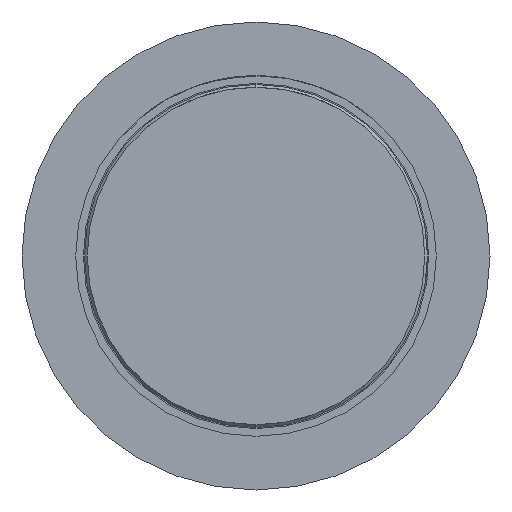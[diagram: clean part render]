
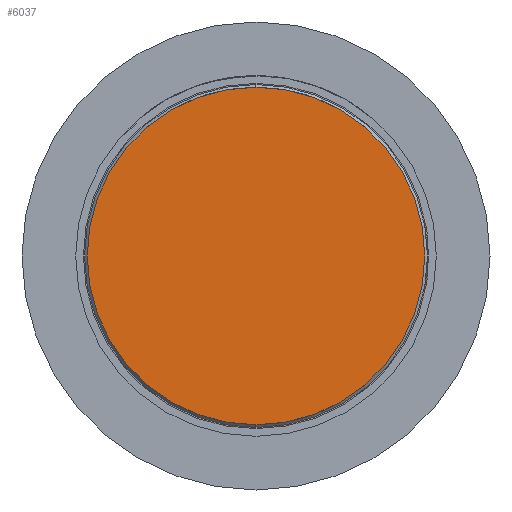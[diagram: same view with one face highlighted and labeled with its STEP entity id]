
A CAD part, front view. The second image highlights one B-rep face of the part: STEP entity #6037.
In plain terms, the highlighted planar face has unit normal (0, -1, 0).
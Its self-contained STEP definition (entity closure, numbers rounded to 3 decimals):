
#66 = AXIS2_PLACEMENT_3D ( 'NONE', #3208, #4332, #922 ) ;
#168 = DIRECTION ( 'NONE',  ( 0., -1., 0. ) ) ;
#405 = PLANE ( 'NONE',  #66 ) ;
#740 = CARTESIAN_POINT ( 'NONE',  ( 0., 0., 0. ) ) ;
#922 = DIRECTION ( 'NONE',  ( 1., 0., 0. ) ) ;
#981 = CARTESIAN_POINT ( 'NONE',  ( 0., 0., 0. ) ) ;
#1038 = EDGE_CURVE ( 'Defeature ausgef�hrt1_7+Defeature ausgef�hrt1_14+Defeature ausgef�hrt1_14+Defeature ausgef�hrt1_14', #1392, #3424, #6201, .T. ) ;
#1097 = CARTESIAN_POINT ( 'NONE',  ( 2.2, 0., 0. ) ) ;
#1392 = VERTEX_POINT ( 'NONE', #1097 ) ;
#1440 = DIRECTION ( 'NONE',  ( -1., 0., 0. ) ) ;
#1595 = AXIS2_PLACEMENT_3D ( 'NONE', #740, #168, #4603 ) ;
#1679 = FACE_OUTER_BOUND ( 'NONE', #1908, .T. ) ;
#1908 = EDGE_LOOP ( 'NONE', ( #6519, #2873 ) ) ;
#2053 = DIRECTION ( 'NONE',  ( 0., -1., 0. ) ) ;
#2483 = CARTESIAN_POINT ( 'NONE',  ( -2.2, 0., 0. ) ) ;
#2873 = ORIENTED_EDGE ( 'NONE', *, *, #1038, .T. ) ;
#3208 = CARTESIAN_POINT ( 'NONE',  ( 0., 0., -1.9 ) ) ;
#3424 = VERTEX_POINT ( 'NONE', #2483 ) ;
#4332 = DIRECTION ( 'NONE',  ( 0., 1., 0. ) ) ;
#4586 = AXIS2_PLACEMENT_3D ( 'NONE', #981, #2053, #1440 ) ;
#4603 = DIRECTION ( 'NONE',  ( -1., 0., 0. ) ) ;
#5471 = CIRCLE ( 'NONE', #4586, 2.2 ) ;
#5607 = EDGE_CURVE ( 'Defeature ausgef�hrt1_7+Defeature ausgef�hrt1_14+Defeature ausgef�hrt1_14+Defeature ausgef�hrt1_14', #3424, #1392, #5471, .T. ) ;
#6037 = ADVANCED_FACE ( 'Defeature ausgef�hrt1_7', ( #1679 ), #405, .F. ) ;
#6201 = CIRCLE ( 'NONE', #1595, 2.2 ) ;
#6519 = ORIENTED_EDGE ( 'NONE', *, *, #5607, .T. ) ;
